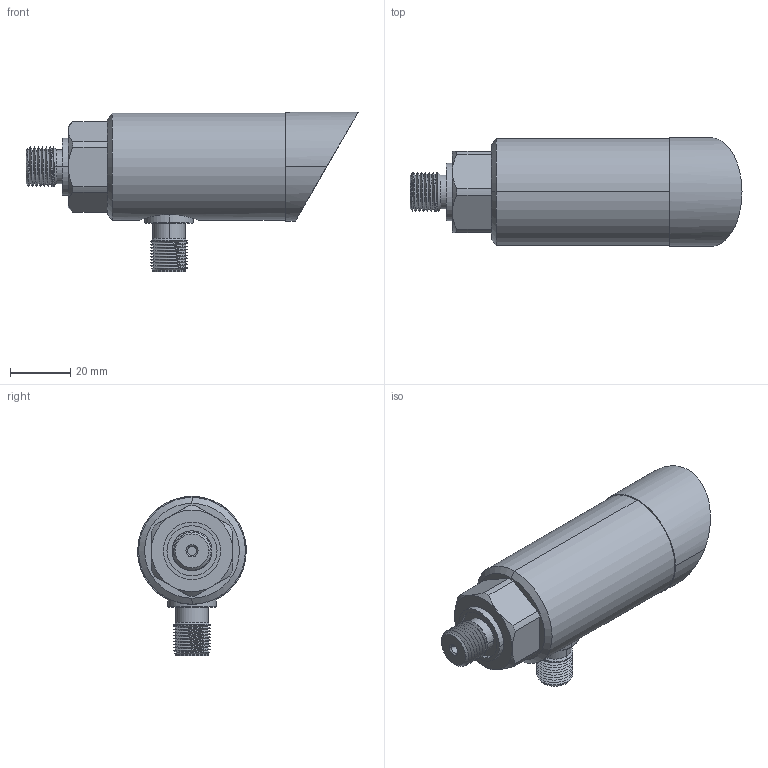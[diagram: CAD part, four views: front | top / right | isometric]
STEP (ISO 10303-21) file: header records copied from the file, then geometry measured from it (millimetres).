
FILE_DESCRIPTION(/* description */ (''),/* implementation_level */ '2;1');
FILE_NAME(/* name */ 'PS300-G14M G14外螺纹.stp',/* time_stamp */ '2022-09-01T17:33:27+08:00',/* author */ (''),/* organization */ (''),/* preprocessor_version */ 'ST-DEVELOPER v16',/* originating_system */ 'SIEMENS PLM Software NX 10.0',/* authorisation */ '');
FILE_SCHEMA (('CONFIG_CONTROL_DESIGN'));
Length unit declared in the file: millimetre
Products named in the file (7): PS300-XSK-3D.stp; PS300-G14M-3D.stp; M12X1-5P-3D_ASM.stp; PS300-01-3D.stp; kyf12j5z-o-l7cm_stp; ps300-g14m_asm.stp; 88f4a9cd201acdcbe4deadc647acf972_step
Assembly tree (6 placements, depth 3):
  88f4a9cd201acdcbe4deadc647acf972_step
    ps300-g14m_asm.stp
      PS300-01-3D.stp
      M12X1-5P-3D_ASM.stp
      PS300-G14M-3D.stp
      PS300-XSK-3D.stp
    kyf12j5z-o-l7cm_stp
Bounding box: 110 x 36 x 52.7 mm (x, y, z)
Volume: 97599.6 mm3; surface area: 19772.7 mm2
Topology: 4 solids, 4 shells, 465 faces, 1219 edges, 792 vertices
Faces by surface type: plane 299, cylinder 101, cone 35, bspline 20, sphere 10
Entity records: 17292 total; most frequent: CARTESIAN_POINT 5234, ORIENTED_EDGE 2406, DIRECTION 2222, EDGE_CURVE 1203, LINE 854, VECTOR 854, VERTEX_POINT 792, AXIS2_PLACEMENT_3D 684
